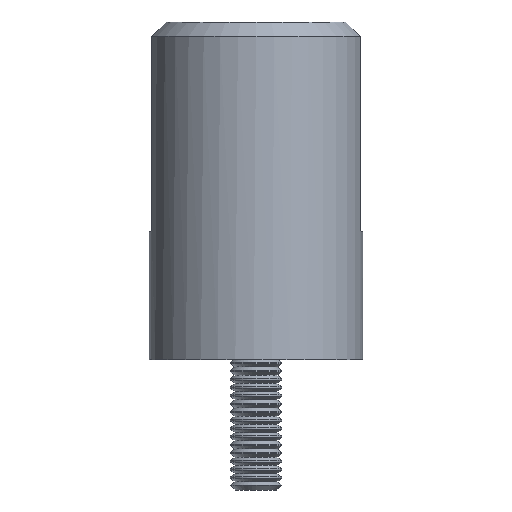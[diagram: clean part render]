
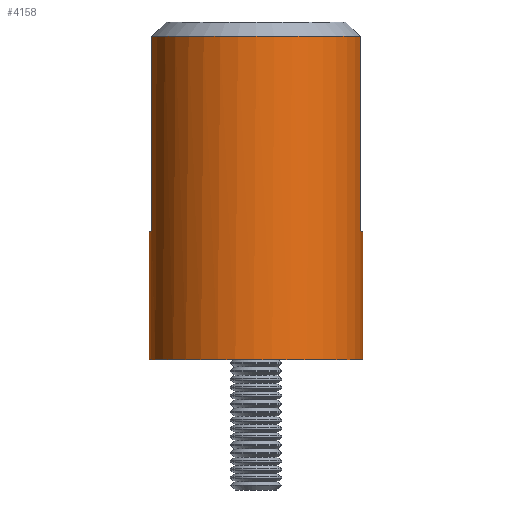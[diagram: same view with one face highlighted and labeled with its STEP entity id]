
A CAD part, front view. The second image highlights one B-rep face of the part: STEP entity #4158.
In plain terms, the highlighted cylindrical face has radius 12.5 mm (diameter 25 mm), a full revolution.
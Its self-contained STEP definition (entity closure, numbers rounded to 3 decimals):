
#442 = EDGE_CURVE ( 'NONE', #9821, #811, #11150, .T. ) ;
#585 = EDGE_LOOP ( 'NONE', ( #6454 ) ) ;
#811 = VERTEX_POINT ( 'NONE', #8467 ) ;
#886 = CYLINDRICAL_SURFACE ( 'NONE', #1066, 12.5 ) ;
#1066 = AXIS2_PLACEMENT_3D ( 'NONE', #19795, #8957, #2420 ) ;
#1530 = DIRECTION ( 'NONE',  ( 0., -1., 0. ) ) ;
#1550 = CARTESIAN_POINT ( 'NONE',  ( -12.339, -2., 15. ) ) ;
#2420 = DIRECTION ( 'NONE',  ( 0., -1., 0. ) ) ;
#2860 = ORIENTED_EDGE ( 'NONE', *, *, #11287, .T. ) ;
#3537 = CARTESIAN_POINT ( 'NONE',  ( -12.294, -2.26, 15.054 ) ) ;
#3664 = FACE_OUTER_BOUND ( 'NONE', #4767, .T. ) ;
#4158 = ADVANCED_FACE ( 'NONE', ( #3664, #9012 ), #886, .T. ) ;
#4629 = CARTESIAN_POINT ( 'NONE',  ( 12.247, -2.5, 39.6 ) ) ;
#4767 = EDGE_LOOP ( 'NONE', ( #10717, #8710, #2860, #20001, #10245, #20395 ) ) ;
#4936 = VERTEX_POINT ( 'NONE', #19417 ) ;
#4966 = VECTOR ( 'NONE', #8916, 1000. ) ;
#5184 = CARTESIAN_POINT ( 'NONE',  ( -12.259, -2.445, 15.237 ) ) ;
#5980 = DIRECTION ( 'NONE',  ( 0., 0., 1. ) ) ;
#6382 = CARTESIAN_POINT ( 'NONE',  ( -12.247, -2.5, 15.5 ) ) ;
#6402 = CARTESIAN_POINT ( 'NONE',  ( 12.5, 0., 0. ) ) ;
#6438 = CARTESIAN_POINT ( 'NONE',  ( 12.259, -2.445, 15.237 ) ) ;
#6454 = ORIENTED_EDGE ( 'NONE', *, *, #10763, .T. ) ;
#6843 = CARTESIAN_POINT ( 'NONE',  ( -12.339, -2., 15. ) ) ;
#8467 = CARTESIAN_POINT ( 'NONE',  ( -12.247, -2.5, 37.9 ) ) ;
#8539 = CIRCLE ( 'NONE', #17775, 12.5 ) ;
#8545 = CARTESIAN_POINT ( 'NONE',  ( 12.339, -2., 15. ) ) ;
#8625 = DIRECTION ( 'NONE',  ( 0., 0., -1. ) ) ;
#8710 = ORIENTED_EDGE ( 'NONE', *, *, #442, .T. ) ;
#8786 = B_SPLINE_CURVE_WITH_KNOTS ( 'NONE', 3,
 ( #10957, #17501, #16225, #6438, #9912, #9710 ),
 .UNSPECIFIED., .F., .F.,
 ( 4, 2, 4 ),
 ( 0., 0., 0.001 ),
 .UNSPECIFIED. ) ;
#8916 = DIRECTION ( 'NONE',  ( 0., 0., -1. ) ) ;
#8957 = DIRECTION ( 'NONE',  ( 0., 0., 1. ) ) ;
#9012 = FACE_OUTER_BOUND ( 'NONE', #585, .T. ) ;
#9256 = VECTOR ( 'NONE', #17620, 1000. ) ;
#9710 = CARTESIAN_POINT ( 'NONE',  ( 12.247, -2.5, 15.5 ) ) ;
#9821 = VERTEX_POINT ( 'NONE', #15924 ) ;
#9835 = AXIS2_PLACEMENT_3D ( 'NONE', #19965, #8625, #18274 ) ;
#9912 = CARTESIAN_POINT ( 'NONE',  ( 12.247, -2.5, 15.367 ) ) ;
#9931 = VERTEX_POINT ( 'NONE', #6843 ) ;
#10157 = AXIS2_PLACEMENT_3D ( 'NONE', #19042, #5980, #20731 ) ;
#10245 = ORIENTED_EDGE ( 'NONE', *, *, #10909, .F. ) ;
#10316 = CIRCLE ( 'NONE', #10157, 12.5 ) ;
#10717 = ORIENTED_EDGE ( 'NONE', *, *, #12734, .F. ) ;
#10763 = EDGE_CURVE ( 'NONE', #12353, #12353, #10316, .T. ) ;
#10909 = EDGE_CURVE ( 'NONE', #16165, #9931, #8539, .T. ) ;
#10957 = CARTESIAN_POINT ( 'NONE',  ( 12.339, -2., 15. ) ) ;
#11150 = CIRCLE ( 'NONE', #9835, 12.5 ) ;
#11287 = EDGE_CURVE ( 'NONE', #811, #4936, #11288, .T. ) ;
#11288 = LINE ( 'NONE', #17121, #4966 ) ;
#11686 = CARTESIAN_POINT ( 'NONE',  ( -12.318, -2.131, 15. ) ) ;
#12126 = EDGE_CURVE ( 'NONE', #4936, #9931, #14308, .T. ) ;
#12353 = VERTEX_POINT ( 'NONE', #6402 ) ;
#12593 = DIRECTION ( 'NONE',  ( 0., 0., 1. ) ) ;
#12734 = EDGE_CURVE ( 'NONE', #9821, #21025, #20147, .T. ) ;
#14308 = B_SPLINE_CURVE_WITH_KNOTS ( 'NONE', 3,
 ( #6382, #14515, #5184, #3537, #11686, #1550 ),
 .UNSPECIFIED., .F., .F.,
 ( 4, 2, 4 ),
 ( 0., 0., 0.001 ),
 .UNSPECIFIED. ) ;
#14515 = CARTESIAN_POINT ( 'NONE',  ( -12.247, -2.5, 15.367 ) ) ;
#15924 = CARTESIAN_POINT ( 'NONE',  ( 12.247, -2.5, 37.9 ) ) ;
#16165 = VERTEX_POINT ( 'NONE', #8545 ) ;
#16225 = CARTESIAN_POINT ( 'NONE',  ( 12.294, -2.26, 15.053 ) ) ;
#17121 = CARTESIAN_POINT ( 'NONE',  ( -12.247, -2.5, 39.6 ) ) ;
#17397 = CARTESIAN_POINT ( 'NONE',  ( 12.247, -2.5, 15.5 ) ) ;
#17501 = CARTESIAN_POINT ( 'NONE',  ( 12.318, -2.131, 15. ) ) ;
#17569 = CARTESIAN_POINT ( 'NONE',  ( 0., 0., 15. ) ) ;
#17620 = DIRECTION ( 'NONE',  ( 0., 0., -1. ) ) ;
#17775 = AXIS2_PLACEMENT_3D ( 'NONE', #17569, #12593, #1530 ) ;
#18274 = DIRECTION ( 'NONE',  ( 0., 1., 0. ) ) ;
#19042 = CARTESIAN_POINT ( 'NONE',  ( 0., 0., 0. ) ) ;
#19417 = CARTESIAN_POINT ( 'NONE',  ( -12.247, -2.5, 15.5 ) ) ;
#19644 = EDGE_CURVE ( 'NONE', #16165, #21025, #8786, .T. ) ;
#19795 = CARTESIAN_POINT ( 'NONE',  ( 0., 0., 15. ) ) ;
#19965 = CARTESIAN_POINT ( 'NONE',  ( 0., 0., 37.9 ) ) ;
#20001 = ORIENTED_EDGE ( 'NONE', *, *, #12126, .T. ) ;
#20147 = LINE ( 'NONE', #4629, #9256 ) ;
#20395 = ORIENTED_EDGE ( 'NONE', *, *, #19644, .T. ) ;
#20731 = DIRECTION ( 'NONE',  ( 1., 0., 0. ) ) ;
#21025 = VERTEX_POINT ( 'NONE', #17397 ) ;
